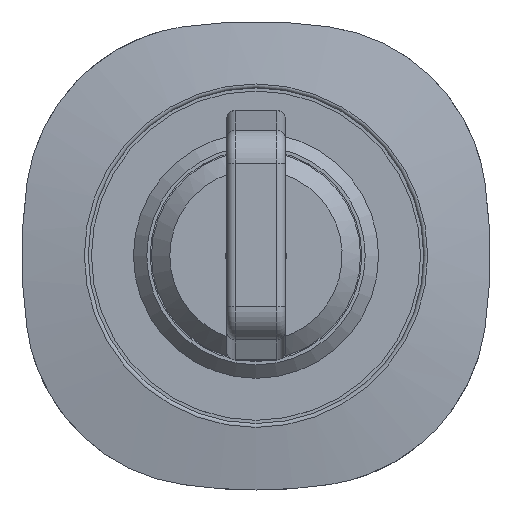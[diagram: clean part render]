
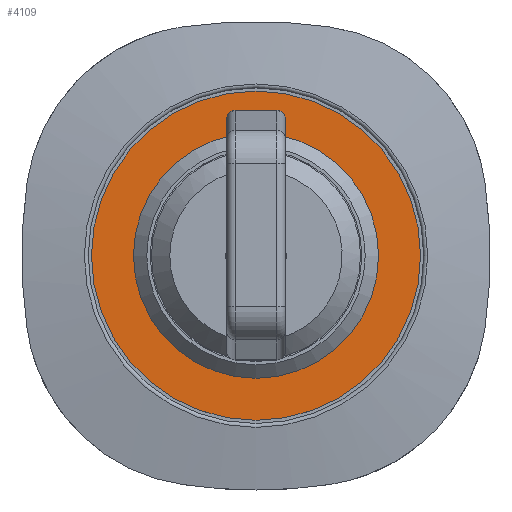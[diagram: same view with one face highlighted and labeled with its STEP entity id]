
A CAD part, top view. The second image highlights one B-rep face of the part: STEP entity #4109.
In plain terms, the highlighted planar face has unit normal (0, 0, 1).
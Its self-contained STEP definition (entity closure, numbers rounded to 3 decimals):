
#29=FACE_BOUND('',#689,.T.);
#188=PLANE('',#4514);
#436=FACE_OUTER_BOUND('',#688,.T.);
#688=EDGE_LOOP('',(#3312,#3313));
#689=EDGE_LOOP('',(#3314,#3315));
#1513=CIRCLE('',#4512,7.325);
#1514=CIRCLE('',#4513,7.325);
#1515=CIRCLE('',#4515,9.835);
#1516=CIRCLE('',#4516,9.835);
#1846=VERTEX_POINT('',#7116);
#1847=VERTEX_POINT('',#7117);
#1848=VERTEX_POINT('',#7122);
#1849=VERTEX_POINT('',#7123);
#2373=EDGE_CURVE('',#1846,#1847,#1513,.T.);
#2374=EDGE_CURVE('',#1847,#1846,#1514,.T.);
#2376=EDGE_CURVE('',#1848,#1849,#1515,.T.);
#2377=EDGE_CURVE('',#1849,#1848,#1516,.T.);
#3312=ORIENTED_EDGE('',*,*,#2376,.F.);
#3313=ORIENTED_EDGE('',*,*,#2377,.F.);
#3314=ORIENTED_EDGE('',*,*,#2373,.T.);
#3315=ORIENTED_EDGE('',*,*,#2374,.T.);
#4109=ADVANCED_FACE('',(#436,#29),#188,.T.);
#4512=AXIS2_PLACEMENT_3D('',#7118,#5444,#5445);
#4513=AXIS2_PLACEMENT_3D('',#7119,#5446,#5447);
#4514=AXIS2_PLACEMENT_3D('',#7121,#5449,#5450);
#4515=AXIS2_PLACEMENT_3D('',#7124,#5451,#5452);
#4516=AXIS2_PLACEMENT_3D('',#7125,#5453,#5454);
#5444=DIRECTION('center_axis',(0.,0.,
-1.));
#5445=DIRECTION('ref_axis',(0.,-1.,0.));
#5446=DIRECTION('center_axis',(0.,0.,
-1.));
#5447=DIRECTION('ref_axis',(0.,-1.,0.));
#5449=DIRECTION('center_axis',(0.,0.,
1.));
#5450=DIRECTION('ref_axis',(-1.,0.,0.));
#5451=DIRECTION('center_axis',(0.,0.,
-1.));
#5452=DIRECTION('ref_axis',(0.,-1.,0.));
#5453=DIRECTION('center_axis',(0.,0.,
-1.));
#5454=DIRECTION('ref_axis',(0.,-1.,0.));
#7116=CARTESIAN_POINT('',(0.,-7.325,26.42));
#7117=CARTESIAN_POINT('',(0.,7.325,26.42));
#7118=CARTESIAN_POINT('Origin',(0.,0.,
26.42));
#7119=CARTESIAN_POINT('Origin',(0.,0.,
26.42));
#7121=CARTESIAN_POINT('Origin',(0.,-8.58,
26.42));
#7122=CARTESIAN_POINT('',(0.,-9.835,26.42));
#7123=CARTESIAN_POINT('',(0.,9.835,26.42));
#7124=CARTESIAN_POINT('Origin',(0.,0.,
26.42));
#7125=CARTESIAN_POINT('Origin',(0.,0.,
26.42));
